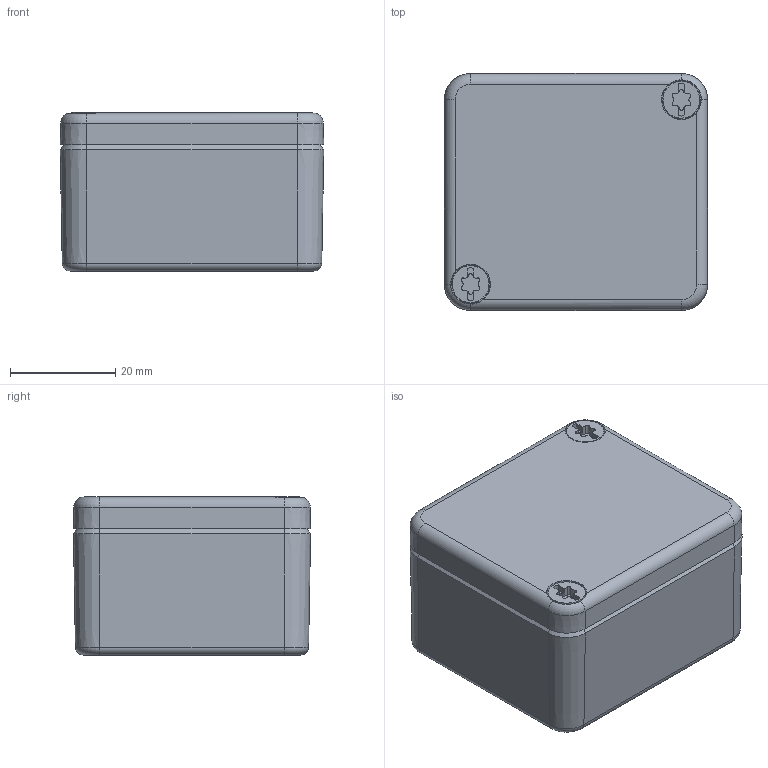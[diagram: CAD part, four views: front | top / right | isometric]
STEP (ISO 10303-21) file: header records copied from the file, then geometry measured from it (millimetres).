
FILE_DESCRIPTION(('CATIA V5 STEP Exchange','CAx-IF Rec.Pracs.--- Model Styling and Organization---1.5--- 2016-08-15','CAx-IF Rec.Pracs.---Supplemental Geometry---1.0---2011-11-01','CAx-IF Rec.Pracs.--- Composite Materials ---1.1---2010-07-15'),'2;1');
FILE_NAME ('D1465019_1', '2024-07-25T05:35:21+00:00', ('none'), ('Weidmueller'), 'CATIA Version 5-6 Release 2022 SP4 HF5', 'CATIA V5 STEP AP214 v3', 'none');
FILE_SCHEMA(('AUTOMOTIVE_DESIGN { 1 0 10303 214 1 1 1 1 }'));
Length unit declared in the file: millimetre
Products named in the file (1): 13145_K0_Zusammenbau
Bounding box: 50 x 45 x 30 mm (x, y, z)
Volume: 25096.2 mm3; surface area: 23100.5 mm2
Topology: 7 solids, 7 shells, 491 faces, 1199 edges, 730 vertices
Faces by surface type: cylinder 164, plane 158, cone 85, torus 66, bspline 10, sphere 8
Entity records: 14379 total; most frequent: CARTESIAN_POINT 3161, ORIENTED_EDGE 2358, DIRECTION 1823, EDGE_CURVE 1179, AXIS2_PLACEMENT_3D 892, VERTEX_POINT 730, VECTOR 584, LINE 584
